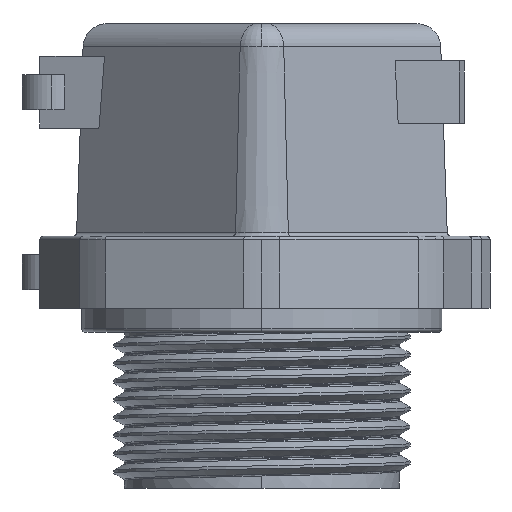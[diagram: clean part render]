
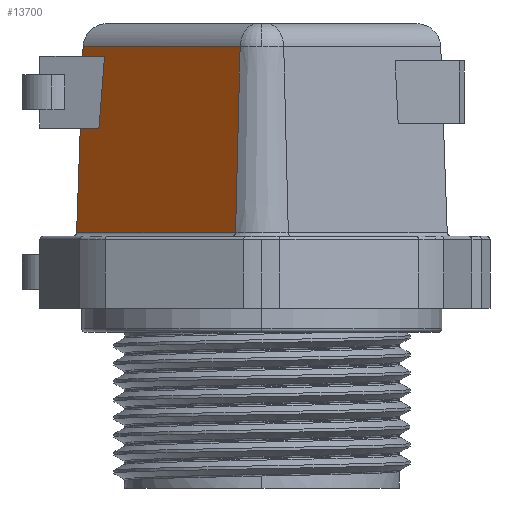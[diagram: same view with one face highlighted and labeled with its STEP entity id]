
A CAD part, left-side view. The second image highlights one B-rep face of the part: STEP entity #13700.
In plain terms, the highlighted planar face has unit normal (-0.707, 0.707, 0.035).
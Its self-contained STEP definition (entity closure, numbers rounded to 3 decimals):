
#916 = EDGE_LOOP ( 'NONE', ( #2897, #13156, #8957, #12715, #12703, #9761, #10747, #9658 ) ) ;
#1147 = FACE_OUTER_BOUND ( 'NONE', #916, .T. ) ;
#1153 = DIRECTION ( 'NONE',  ( -0.707, 0.707, 0.035 ) ) ;
#1641 = CARTESIAN_POINT ( 'NONE',  ( -3.291, 13.579, 15. ) ) ;
#2503 = CARTESIAN_POINT ( 'NONE',  ( -1.678, 14.896, 21. ) ) ;
#2540 = DIRECTION ( 'NONE',  ( -0.028, -0.077, 0.997 ) ) ;
#2897 = ORIENTED_EDGE ( 'NONE', *, *, #9338, .T. ) ;
#2921 = CARTESIAN_POINT ( 'NONE',  ( -14.72, 1.815, 21.77 ) ) ;
#3355 = VERTEX_POINT ( 'NONE', #12103 ) ;
#3574 = DIRECTION ( 'NONE',  ( -0.707, -0.707, 0. ) ) ;
#3659 = VERTEX_POINT ( 'NONE', #12227 ) ;
#3943 = VERTEX_POINT ( 'NONE', #11211 ) ;
#4132 = VERTEX_POINT ( 'NONE', #8587 ) ;
#4456 = VERTEX_POINT ( 'NONE', #6423 ) ;
#4532 = CARTESIAN_POINT ( 'NONE',  ( -2.041, 15.259, 6.29 ) ) ;
#5328 = VECTOR ( 'NONE', #12330, 1000. ) ;
#5382 = VECTOR ( 'NONE', #2540, 1000. ) ;
#5475 = LINE ( 'NONE', #11203, #5328 ) ;
#5487 = VECTOR ( 'NONE', #3574, 1000. ) ;
#5558 = LINE ( 'NONE', #13330, #5659 ) ;
#5659 = VECTOR ( 'NONE', #12247, 1000. ) ;
#5675 = LINE ( 'NONE', #6780, #5382 ) ;
#5732 = LINE ( 'NONE', #2503, #5487 ) ;
#5833 = VECTOR ( 'NONE', #9946, 1000. ) ;
#5845 = VECTOR ( 'NONE', #8864, 1000. ) ;
#6002 = LINE ( 'NONE', #4532, #5833 ) ;
#6035 = LINE ( 'NONE', #7754, #5845 ) ;
#6423 = CARTESIAN_POINT ( 'NONE',  ( -1.639, 14.896, 21.77 ) ) ;
#6780 = CARTESIAN_POINT ( 'NONE',  ( -3.531, 12.919, 23.497 ) ) ;
#6793 = AXIS2_PLACEMENT_3D ( 'NONE', #7560, #1153, #8635 ) ;
#7560 = CARTESIAN_POINT ( 'NONE',  ( -1.611, 14.829, 23.7 ) ) ;
#7618 = DIRECTION ( 'NONE',  ( -0.014, 0.035, -0.999 ) ) ;
#7710 = CARTESIAN_POINT ( 'NONE',  ( -1.611, 14.829, 23.7 ) ) ;
#7754 = CARTESIAN_POINT ( 'NONE',  ( -14.672, 1.768, 23.7 ) ) ;
#8536 = CARTESIAN_POINT ( 'NONE',  ( -1.611, 14.829, 23.7 ) ) ;
#8583 = DIRECTION ( 'NONE',  ( -0.014, 0.035, -0.999 ) ) ;
#8587 = CARTESIAN_POINT ( 'NONE',  ( -1.65, 14.923, 21. ) ) ;
#8635 = DIRECTION ( 'NONE',  ( -0.707, -0.707, 0. ) ) ;
#8864 = DIRECTION ( 'NONE',  ( 0.025, -0.025, 0.999 ) ) ;
#8957 = ORIENTED_EDGE ( 'NONE', *, *, #11812, .T. ) ;
#9123 = CARTESIAN_POINT ( 'NONE',  ( -15.102, 2.198, 6.29 ) ) ;
#9180 = EDGE_CURVE ( 'NONE', #4456, #4132, #13910, .T. ) ;
#9338 = EDGE_CURVE ( 'NONE', #3659, #3355, #13397, .T. ) ;
#9658 = ORIENTED_EDGE ( 'NONE', *, *, #11904, .F. ) ;
#9761 = ORIENTED_EDGE ( 'NONE', *, *, #11878, .T. ) ;
#9946 = DIRECTION ( 'NONE',  ( -0.707, -0.707, 0. ) ) ;
#10035 = VERTEX_POINT ( 'NONE', #1641 ) ;
#10747 = ORIENTED_EDGE ( 'NONE', *, *, #11901, .F. ) ;
#11203 = CARTESIAN_POINT ( 'NONE',  ( -1.826, 15.044, 15. ) ) ;
#11211 = CARTESIAN_POINT ( 'NONE',  ( -3.461, 13.113, 21. ) ) ;
#11539 = VERTEX_POINT ( 'NONE', #2921 ) ;
#11787 = EDGE_CURVE ( 'NONE', #3355, #13219, #6002, .T. ) ;
#11812 = EDGE_CURVE ( 'NONE', #13219, #11539, #6035, .T. ) ;
#11854 = EDGE_CURVE ( 'NONE', #11539, #4456, #5558, .T. ) ;
#11878 = EDGE_CURVE ( 'NONE', #4132, #3943, #5732, .T. ) ;
#11901 = EDGE_CURVE ( 'NONE', #10035, #3943, #5675, .T. ) ;
#11904 = EDGE_CURVE ( 'NONE', #3659, #10035, #5475, .T. ) ;
#12103 = CARTESIAN_POINT ( 'NONE',  ( -1.863, 15.437, 6.29 ) ) ;
#12227 = CARTESIAN_POINT ( 'NONE',  ( -1.737, 15.133, 15. ) ) ;
#12247 = DIRECTION ( 'NONE',  ( 0.707, 0.707, 0. ) ) ;
#12330 = DIRECTION ( 'NONE',  ( -0.707, -0.707, 0. ) ) ;
#12703 = ORIENTED_EDGE ( 'NONE', *, *, #9180, .T. ) ;
#12715 = ORIENTED_EDGE ( 'NONE', *, *, #11854, .T. ) ;
#13086 = PLANE ( 'NONE',  #6793 ) ;
#13156 = ORIENTED_EDGE ( 'NONE', *, *, #11787, .T. ) ;
#13219 = VERTEX_POINT ( 'NONE', #9123 ) ;
#13330 = CARTESIAN_POINT ( 'NONE',  ( -1.659, 14.877, 21.77 ) ) ;
#13384 = VECTOR ( 'NONE', #7618, 1000. ) ;
#13397 = LINE ( 'NONE', #7710, #13384 ) ;
#13700 = ADVANCED_FACE ( 'NONE', ( #1147 ), #13086, .T. ) ;
#13910 = LINE ( 'NONE', #8536, #14055 ) ;
#14055 = VECTOR ( 'NONE', #8583, 1000. ) ;
